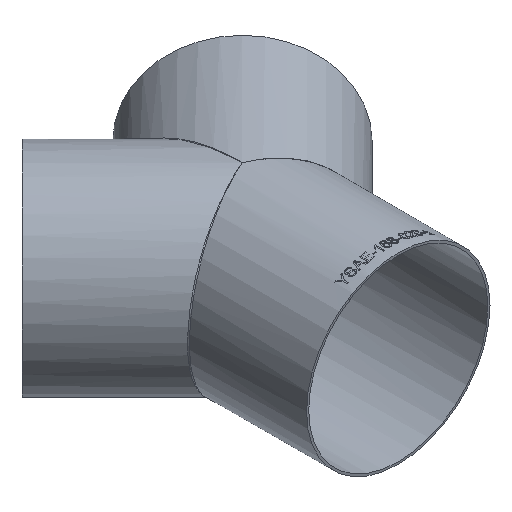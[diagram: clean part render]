
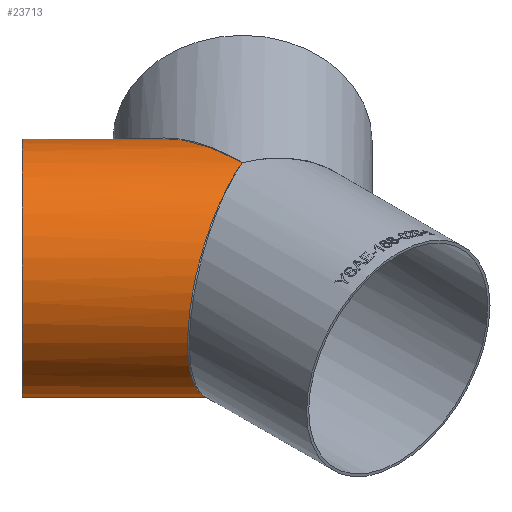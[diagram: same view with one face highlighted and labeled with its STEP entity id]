
A CAD part, isometric view. The second image highlights one B-rep face of the part: STEP entity #23713.
In plain terms, the highlighted cylindrical face has radius 84.15 mm (diameter 168.3 mm), a full revolution.
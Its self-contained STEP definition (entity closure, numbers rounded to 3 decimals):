
#889 = AXIS2_PLACEMENT_3D ( 'NONE', #10336, #19308, #8132 ) ;
#2097 = CARTESIAN_POINT ( 'NONE',  ( 0., 0., 84.15 ) ) ;
#2210 = ORIENTED_EDGE ( 'NONE', *, *, #14547, .T. ) ;
#2706 = EDGE_LOOP ( 'NONE', ( #18329, #2210 ) ) ;
#2718 = CARTESIAN_POINT ( 'NONE',  ( -101.116, 101.116, 0. ) ) ;
#5559 = ORIENTED_EDGE ( 'NONE', *, *, #18988, .F. ) ;
#6796 = CARTESIAN_POINT ( 'NONE',  ( -169.296, -68.716, 84.15 ) ) ;
#7415 = CARTESIAN_POINT ( 'NONE',  ( 0., 0., -84.15 ) ) ;
#8132 = DIRECTION ( 'NONE',  ( -0.707, -0.707, 0. ) ) ;
#8415 = EDGE_LOOP ( 'NONE', ( #5559 ) ) ;
#10336 = CARTESIAN_POINT ( 'NONE',  ( 65.524, -65.524, 0. ) ) ;
#11195 = AXIS2_PLACEMENT_3D ( 'NONE', #2718, #24930, #16256 ) ;
#12131 = CARTESIAN_POINT ( 'NONE',  ( -2.404, 240.416, 84.15 ) ) ;
#12554 = CARTESIAN_POINT ( 'NONE',  ( 0., 0., 84.15 ) ) ;
#13048 = EDGE_CURVE ( 'NONE', #22059, #27768, #26687, .T. ) ;
#13700 =( BOUNDED_CURVE ( )  B_SPLINE_CURVE ( 3, ( #26352, #15166, #6796, #2097 ),
 .UNSPECIFIED., .F., .F. ) 
 B_SPLINE_CURVE_WITH_KNOTS ( ( 4, 4 ),
 ( 4.712, 7.854 ),
 .UNSPECIFIED. ) 
 CURVE ( )  GEOMETRIC_REPRESENTATION_ITEM ( )  RATIONAL_B_SPLINE_CURVE ( ( 1., 0.333, 0.333, 1. ) ) 
 REPRESENTATION_ITEM ( '' )  );
#14471 = CIRCLE ( 'NONE', #11195, 84.15 ) ;
#14547 = EDGE_CURVE ( 'NONE', #27768, #22059, #13700, .T. ) ;
#15166 = CARTESIAN_POINT ( 'NONE',  ( -169.296, -68.716, -84.15 ) ) ;
#16256 = DIRECTION ( 'NONE',  ( -0.707, -0.707, 0. ) ) ;
#16700 = FACE_OUTER_BOUND ( 'NONE', #8415, .T. ) ;
#16960 = CYLINDRICAL_SURFACE ( 'NONE', #889, 84.15 ) ;
#16967 = CARTESIAN_POINT ( 'NONE',  ( -2.404, 240.416, -84.15 ) ) ;
#18329 = ORIENTED_EDGE ( 'NONE', *, *, #13048, .T. ) ;
#18988 = EDGE_CURVE ( 'NONE', #19377, #19377, #14471, .T. ) ;
#19308 = DIRECTION ( 'NONE',  ( -0.707, 0.707, 0. ) ) ;
#19377 = VERTEX_POINT ( 'NONE', #28617 ) ;
#22059 = VERTEX_POINT ( 'NONE', #26301 ) ;
#23713 = ADVANCED_FACE ( 'NONE', ( #27850, #16700 ), #16960, .T. ) ;
#24230 = CARTESIAN_POINT ( 'NONE',  ( 0., 0., -84.15 ) ) ;
#24930 = DIRECTION ( 'NONE',  ( -0.707, 0.707, 0. ) ) ;
#26301 = CARTESIAN_POINT ( 'NONE',  ( 0., 0., 84.15 ) ) ;
#26352 = CARTESIAN_POINT ( 'NONE',  ( 0., 0., -84.15 ) ) ;
#26687 =( BOUNDED_CURVE ( )  B_SPLINE_CURVE ( 3, ( #12554, #12131, #16967, #7415 ),
 .UNSPECIFIED., .F., .F. ) 
 B_SPLINE_CURVE_WITH_KNOTS ( ( 4, 4 ),
 ( 1.571, 4.712 ),
 .UNSPECIFIED. ) 
 CURVE ( )  GEOMETRIC_REPRESENTATION_ITEM ( )  RATIONAL_B_SPLINE_CURVE ( ( 1., 0.333, 0.333, 1. ) ) 
 REPRESENTATION_ITEM ( '' )  );
#27768 = VERTEX_POINT ( 'NONE', #24230 ) ;
#27850 = FACE_OUTER_BOUND ( 'NONE', #2706, .T. ) ;
#28617 = CARTESIAN_POINT ( 'NONE',  ( -160.619, 41.613, 0. ) ) ;
